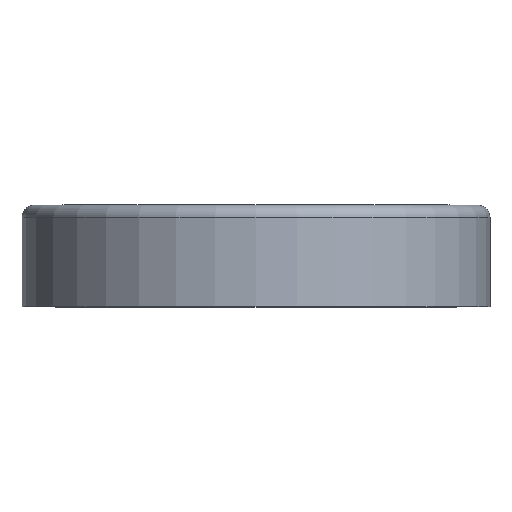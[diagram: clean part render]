
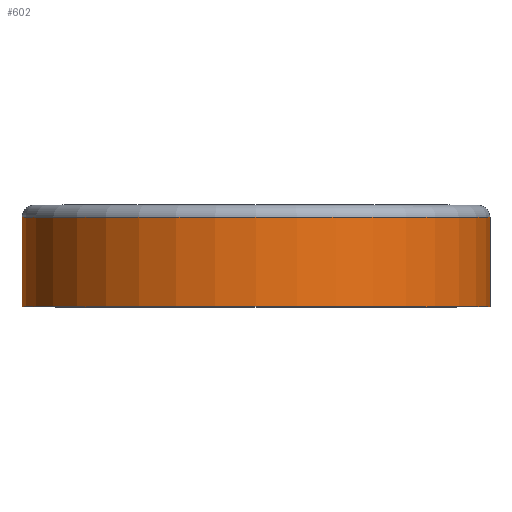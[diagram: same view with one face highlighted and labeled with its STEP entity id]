
A CAD part, top view. The second image highlights one B-rep face of the part: STEP entity #602.
In plain terms, the highlighted cylindrical face has radius 38 mm (diameter 76 mm), a full revolution.
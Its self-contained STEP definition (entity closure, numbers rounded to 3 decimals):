
#198 = AXIS2_PLACEMENT_3D ( 'NONE', #614, #4865, #5486 ) ;
#602 = ADVANCED_FACE ( 'NONE', ( #2710, #843 ), #2258, .T. ) ;
#614 = CARTESIAN_POINT ( 'NONE',  ( 0., 14.5, 0. ) ) ;
#843 = FACE_OUTER_BOUND ( 'NONE', #2180, .T. ) ;
#1045 = EDGE_LOOP ( 'NONE', ( #7395 ) ) ;
#1225 = DIRECTION ( 'NONE',  ( 0., 0., -1. ) ) ;
#1683 = DIRECTION ( 'NONE',  ( 0., 0., -1. ) ) ;
#1976 = CIRCLE ( 'NONE', #8566, 38. ) ;
#2074 = CARTESIAN_POINT ( 'NONE',  ( 0., 0., -38. ) ) ;
#2180 = EDGE_LOOP ( 'NONE', ( #5427 ) ) ;
#2258 = CYLINDRICAL_SURFACE ( 'NONE', #6620, 38. ) ;
#2710 = FACE_OUTER_BOUND ( 'NONE', #1045, .T. ) ;
#3870 = DIRECTION ( 'NONE',  ( 0., -1., 0. ) ) ;
#3990 = CARTESIAN_POINT ( 'NONE',  ( 0., 0., 0. ) ) ;
#4128 = EDGE_CURVE ( 'NONE', #4988, #4988, #7711, .T. ) ;
#4691 = DIRECTION ( 'NONE',  ( 0., -1., 0. ) ) ;
#4865 = DIRECTION ( 'NONE',  ( 0., -1., 0. ) ) ;
#4988 = VERTEX_POINT ( 'NONE', #8432 ) ;
#5317 = VERTEX_POINT ( 'NONE', #2074 ) ;
#5427 = ORIENTED_EDGE ( 'NONE', *, *, #7190, .F. ) ;
#5486 = DIRECTION ( 'NONE',  ( 0., 0., -1. ) ) ;
#6620 = AXIS2_PLACEMENT_3D ( 'NONE', #3990, #4691, #1225 ) ;
#7190 = EDGE_CURVE ( 'NONE', #5317, #5317, #1976, .T. ) ;
#7395 = ORIENTED_EDGE ( 'NONE', *, *, #4128, .T. ) ;
#7711 = CIRCLE ( 'NONE', #198, 38. ) ;
#8072 = CARTESIAN_POINT ( 'NONE',  ( 0., 0., 0. ) ) ;
#8432 = CARTESIAN_POINT ( 'NONE',  ( 0., 14.5, -38. ) ) ;
#8566 = AXIS2_PLACEMENT_3D ( 'NONE', #8072, #3870, #1683 ) ;
